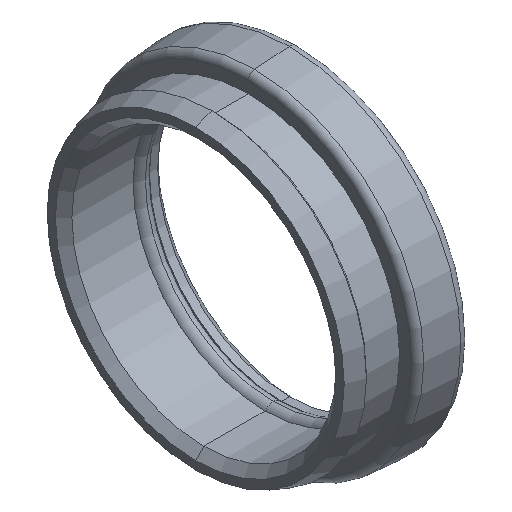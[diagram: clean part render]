
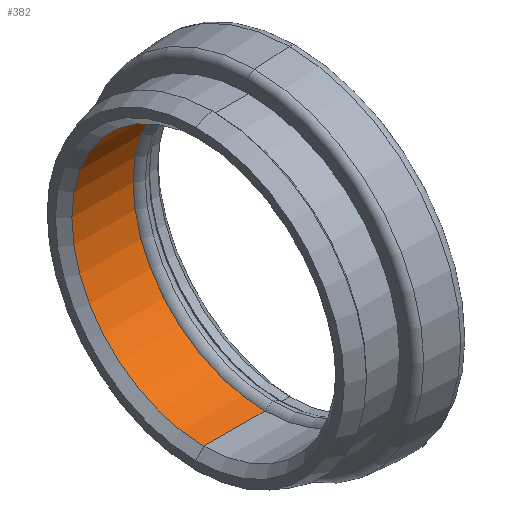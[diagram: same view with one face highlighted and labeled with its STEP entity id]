
A CAD part, isometric view. The second image highlights one B-rep face of the part: STEP entity #382.
In plain terms, the highlighted cylindrical face has radius 8 mm (diameter 16 mm), a partial arc.
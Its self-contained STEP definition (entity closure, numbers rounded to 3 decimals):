
#80 = ORIENTED_EDGE ( 'NONE', *, *, #500, .F. ) ;
#83 = ORIENTED_EDGE ( 'NONE', *, *, #489, .T. ) ;
#88 = ORIENTED_EDGE ( 'NONE', *, *, #497, .F. ) ;
#100 = ORIENTED_EDGE ( 'NONE', *, *, #485, .T. ) ;
#382 = ADVANCED_FACE ( 'NONE', ( #442 ), #454, .F. ) ;
#413 = VERTEX_POINT ( 'NONE', #936 ) ;
#442 = FACE_OUTER_BOUND ( 'NONE', #539, .T. ) ;
#454 = CYLINDRICAL_SURFACE ( 'NONE', #653, 8. ) ;
#458 = VERTEX_POINT ( 'NONE', #991 ) ;
#485 = EDGE_CURVE ( 'NONE', #520, #544, #578, .T. ) ;
#489 = EDGE_CURVE ( 'NONE', #458, #520, #594, .T. ) ;
#497 = EDGE_CURVE ( 'NONE', #413, #544, #619, .T. ) ;
#500 = EDGE_CURVE ( 'NONE', #458, #413, #596, .T. ) ;
#520 = VERTEX_POINT ( 'NONE', #1053 ) ;
#539 = EDGE_LOOP ( 'NONE', ( #88, #80, #83, #100 ) ) ;
#544 = VERTEX_POINT ( 'NONE', #1084 ) ;
#577 = VECTOR ( 'NONE', #1034, 1000. ) ;
#578 = CIRCLE ( 'NONE', #949, 8. ) ;
#594 = LINE ( 'NONE', #995, #624 ) ;
#596 = CIRCLE ( 'NONE', #944, 8. ) ;
#619 = LINE ( 'NONE', #1046, #577 ) ;
#624 = VECTOR ( 'NONE', #973, 1000. ) ;
#653 = AXIS2_PLACEMENT_3D ( 'NONE', #880, #881, #858 ) ;
#858 = DIRECTION ( 'NONE',  ( 0., 0., 1. ) ) ;
#880 = CARTESIAN_POINT ( 'NONE',  ( 0., 0., 0. ) ) ;
#881 = DIRECTION ( 'NONE',  ( -1., 0., 0. ) ) ;
#936 = CARTESIAN_POINT ( 'NONE',  ( 4.2, 0., -8. ) ) ;
#944 = AXIS2_PLACEMENT_3D ( 'NONE', #1048, #1020, #1014 ) ;
#949 = AXIS2_PLACEMENT_3D ( 'NONE', #974, #993, #994 ) ;
#973 = DIRECTION ( 'NONE',  ( -1., 0., 0. ) ) ;
#974 = CARTESIAN_POINT ( 'NONE',  ( 0.5, 0., 0. ) ) ;
#991 = CARTESIAN_POINT ( 'NONE',  ( 4.2, 0., 8. ) ) ;
#993 = DIRECTION ( 'NONE',  ( -1., 0., 0. ) ) ;
#994 = DIRECTION ( 'NONE',  ( 0., 0., -1. ) ) ;
#995 = CARTESIAN_POINT ( 'NONE',  ( 0., 0., 8. ) ) ;
#1014 = DIRECTION ( 'NONE',  ( 0., 0., 1. ) ) ;
#1020 = DIRECTION ( 'NONE',  ( -1., 0., 0. ) ) ;
#1034 = DIRECTION ( 'NONE',  ( -1., 0., 0. ) ) ;
#1046 = CARTESIAN_POINT ( 'NONE',  ( 0., 0., -8. ) ) ;
#1048 = CARTESIAN_POINT ( 'NONE',  ( 4.2, 0., 0. ) ) ;
#1053 = CARTESIAN_POINT ( 'NONE',  ( 0.5, 0., 8. ) ) ;
#1084 = CARTESIAN_POINT ( 'NONE',  ( 0.5, 0., -8. ) ) ;
